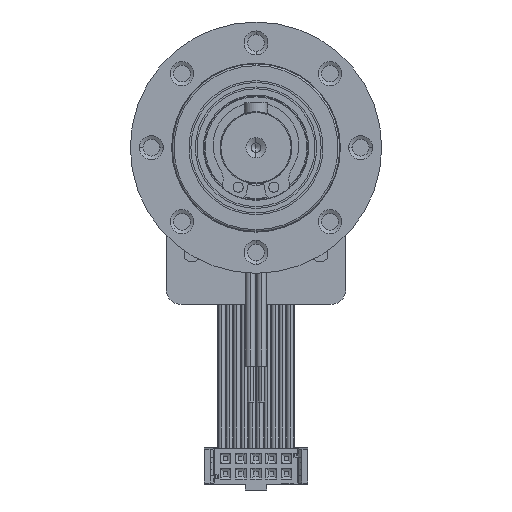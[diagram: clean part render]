
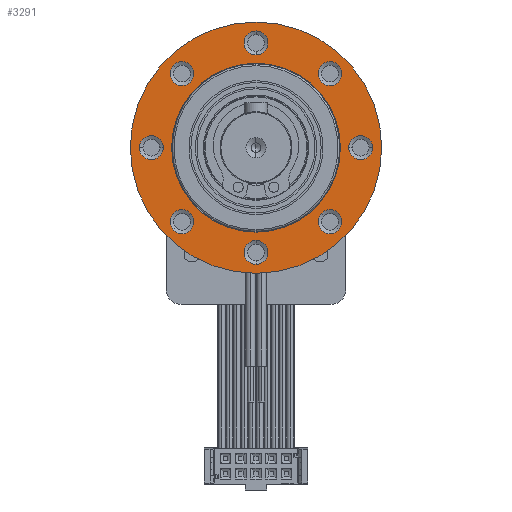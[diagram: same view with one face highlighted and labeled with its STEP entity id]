
A CAD part, left-side view. The second image highlights one B-rep face of the part: STEP entity #3291.
In plain terms, the highlighted planar face has unit normal (-1, 0, 0).
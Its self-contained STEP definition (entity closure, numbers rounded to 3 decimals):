
#3291=ADVANCED_FACE('',(#7629,#7630,#7631,#7632,#7633,#7634,#7635,#7636,#7637,#7638),#7639,.T.);
#7629=FACE_OUTER_BOUND('',#13419,.T.);
#7630=FACE_BOUND('',#13420,.T.);
#7631=FACE_BOUND('',#13421,.T.);
#7632=FACE_BOUND('',#13422,.T.);
#7633=FACE_BOUND('',#13423,.T.);
#7634=FACE_BOUND('',#13424,.T.);
#7635=FACE_BOUND('',#13425,.T.);
#7636=FACE_BOUND('',#13426,.T.);
#7637=FACE_BOUND('',#13427,.T.);
#7638=FACE_BOUND('',#13428,.T.);
#7639=PLANE('',#13429);
#13419=EDGE_LOOP('',(#21092,#21093));
#13420=EDGE_LOOP('',(#21094,#21095));
#13421=EDGE_LOOP('',(#21096,#21097));
#13422=EDGE_LOOP('',(#21098,#21099));
#13423=EDGE_LOOP('',(#21100,#21101));
#13424=EDGE_LOOP('',(#21102,#21103));
#13425=EDGE_LOOP('',(#21104,#21105));
#13426=EDGE_LOOP('',(#21106,#21107));
#13427=EDGE_LOOP('',(#21108,#21109));
#13428=EDGE_LOOP('',(#21110,#21111));
#13429=AXIS2_PLACEMENT_3D('',#21112,#21113,#21114);
#21092=ORIENTED_EDGE('',*,*,#35281,.T.);
#21093=ORIENTED_EDGE('',*,*,#34475,.T.);
#21094=ORIENTED_EDGE('',*,*,#34487,.T.);
#21095=ORIENTED_EDGE('',*,*,#35282,.T.);
#21096=ORIENTED_EDGE('',*,*,#34496,.T.);
#21097=ORIENTED_EDGE('',*,*,#35277,.T.);
#21098=ORIENTED_EDGE('',*,*,#34561,.T.);
#21099=ORIENTED_EDGE('',*,*,#35243,.T.);
#21100=ORIENTED_EDGE('',*,*,#34626,.T.);
#21101=ORIENTED_EDGE('',*,*,#35209,.T.);
#21102=ORIENTED_EDGE('',*,*,#34691,.T.);
#21103=ORIENTED_EDGE('',*,*,#35175,.T.);
#21104=ORIENTED_EDGE('',*,*,#34756,.T.);
#21105=ORIENTED_EDGE('',*,*,#35141,.T.);
#21106=ORIENTED_EDGE('',*,*,#34821,.T.);
#21107=ORIENTED_EDGE('',*,*,#35107,.T.);
#21108=ORIENTED_EDGE('',*,*,#34886,.T.);
#21109=ORIENTED_EDGE('',*,*,#35073,.T.);
#21110=ORIENTED_EDGE('',*,*,#34951,.T.);
#21111=ORIENTED_EDGE('',*,*,#35039,.T.);
#21112=CARTESIAN_POINT('',(0.0,0.0,0.0));
#21113=DIRECTION('',(-1.0,0.0,0.0));
#21114=DIRECTION('',(0.0,0.0,1.0));
#34475=EDGE_CURVE('',#40846,#40843,#40847,.T.);
#34487=EDGE_CURVE('',#40861,#40864,#40866,.T.);
#34496=EDGE_CURVE('',#40877,#40879,#40881,.T.);
#34561=EDGE_CURVE('',#40976,#40978,#40980,.T.);
#34626=EDGE_CURVE('',#41075,#41077,#41079,.T.);
#34691=EDGE_CURVE('',#41174,#41176,#41178,.T.);
#34756=EDGE_CURVE('',#41273,#41275,#41277,.T.);
#34821=EDGE_CURVE('',#41372,#41374,#41376,.T.);
#34886=EDGE_CURVE('',#41471,#41473,#41475,.T.);
#34951=EDGE_CURVE('',#41570,#41572,#41574,.T.);
#35039=EDGE_CURVE('',#41572,#41570,#41690,.T.);
#35073=EDGE_CURVE('',#41473,#41471,#41724,.T.);
#35107=EDGE_CURVE('',#41374,#41372,#41758,.T.);
#35141=EDGE_CURVE('',#41275,#41273,#41792,.T.);
#35175=EDGE_CURVE('',#41176,#41174,#41826,.T.);
#35209=EDGE_CURVE('',#41077,#41075,#41860,.T.);
#35243=EDGE_CURVE('',#40978,#40976,#41894,.T.);
#35277=EDGE_CURVE('',#40879,#40877,#41928,.T.);
#35281=EDGE_CURVE('',#40843,#40846,#41932,.T.);
#35282=EDGE_CURVE('',#40864,#40861,#41933,.T.);
#40843=VERTEX_POINT('',#50173);
#40846=VERTEX_POINT('',#50177);
#40847=CIRCLE('',#50178,21.0);
#40861=VERTEX_POINT('',#50195);
#40864=VERTEX_POINT('',#50199);
#40866=CIRCLE('',#50202,14.111);
#40877=VERTEX_POINT('',#50215);
#40879=VERTEX_POINT('',#50218);
#40881=CIRCLE('',#50221,2.0);
#40976=VERTEX_POINT('',#50346);
#40978=VERTEX_POINT('',#50349);
#40980=CIRCLE('',#50352,2.0);
#41075=VERTEX_POINT('',#50477);
#41077=VERTEX_POINT('',#50480);
#41079=CIRCLE('',#50483,2.0);
#41174=VERTEX_POINT('',#50608);
#41176=VERTEX_POINT('',#50611);
#41178=CIRCLE('',#50614,2.0);
#41273=VERTEX_POINT('',#50739);
#41275=VERTEX_POINT('',#50742);
#41277=CIRCLE('',#50745,2.0);
#41372=VERTEX_POINT('',#50870);
#41374=VERTEX_POINT('',#50873);
#41376=CIRCLE('',#50876,2.0);
#41471=VERTEX_POINT('',#51001);
#41473=VERTEX_POINT('',#51004);
#41475=CIRCLE('',#51007,2.0);
#41570=VERTEX_POINT('',#51132);
#41572=VERTEX_POINT('',#51135);
#41574=CIRCLE('',#51138,2.0);
#41690=CIRCLE('',#51282,2.0);
#41724=CIRCLE('',#51316,2.0);
#41758=CIRCLE('',#51350,2.0);
#41792=CIRCLE('',#51384,2.0);
#41826=CIRCLE('',#51418,2.0);
#41860=CIRCLE('',#51452,2.0);
#41894=CIRCLE('',#51486,2.0);
#41928=CIRCLE('',#51520,2.0);
#41932=CIRCLE('',#51524,21.0);
#41933=CIRCLE('',#51525,14.111);
#50173=CARTESIAN_POINT('',(0.0,0.0,-21.0));
#50177=CARTESIAN_POINT('',(0.0,0.,21.0));
#50178=AXIS2_PLACEMENT_3D('',#63100,#63101,#63102);
#50195=CARTESIAN_POINT('',(0.0,0.0,14.111));
#50199=CARTESIAN_POINT('',(0.0,0.,-14.111));
#50202=AXIS2_PLACEMENT_3D('',#63120,#63121,#63122);
#50215=CARTESIAN_POINT('',(0.,13.789,13.789));
#50218=CARTESIAN_POINT('',(0.,10.96,10.96));
#50221=AXIS2_PLACEMENT_3D('',#63133,#63134,#63135);
#50346=CARTESIAN_POINT('',(0.,13.789,-13.789));
#50349=CARTESIAN_POINT('',(0.,10.96,-10.96));
#50352=AXIS2_PLACEMENT_3D('',#63216,#63217,#63218);
#50477=CARTESIAN_POINT('',(0.,-13.789,-13.789));
#50480=CARTESIAN_POINT('',(0.,-10.96,-10.96));
#50483=AXIS2_PLACEMENT_3D('',#63299,#63300,#63301);
#50608=CARTESIAN_POINT('',(0.,-13.789,13.789));
#50611=CARTESIAN_POINT('',(0.,-10.96,10.96));
#50614=AXIS2_PLACEMENT_3D('',#63382,#63383,#63384);
#50739=CARTESIAN_POINT('',(0.0,0.0,19.5));
#50742=CARTESIAN_POINT('',(0.0,0.,15.5));
#50745=AXIS2_PLACEMENT_3D('',#63465,#63466,#63467);
#50870=CARTESIAN_POINT('',(0.0,-19.5,0.0));
#50873=CARTESIAN_POINT('',(0.0,-15.5,0.));
#50876=AXIS2_PLACEMENT_3D('',#63548,#63549,#63550);
#51001=CARTESIAN_POINT('',(0.0,0.0,-19.5));
#51004=CARTESIAN_POINT('',(0.0,0.,-15.5));
#51007=AXIS2_PLACEMENT_3D('',#63631,#63632,#63633);
#51132=CARTESIAN_POINT('',(0.0,19.5,0.0));
#51135=CARTESIAN_POINT('',(0.0,15.5,0.));
#51138=AXIS2_PLACEMENT_3D('',#63714,#63715,#63716);
#51282=AXIS2_PLACEMENT_3D('',#63832,#63833,#63834);
#51316=AXIS2_PLACEMENT_3D('',#63883,#63884,#63885);
#51350=AXIS2_PLACEMENT_3D('',#63934,#63935,#63936);
#51384=AXIS2_PLACEMENT_3D('',#63985,#63986,#63987);
#51418=AXIS2_PLACEMENT_3D('',#64036,#64037,#64038);
#51452=AXIS2_PLACEMENT_3D('',#64087,#64088,#64089);
#51486=AXIS2_PLACEMENT_3D('',#64138,#64139,#64140);
#51520=AXIS2_PLACEMENT_3D('',#64189,#64190,#64191);
#51524=AXIS2_PLACEMENT_3D('',#64195,#64196,#64197);
#51525=AXIS2_PLACEMENT_3D('',#64198,#64199,#64200);
#63100=CARTESIAN_POINT('',(0.0,0.0,0.0));
#63101=DIRECTION('',(-1.0,0.0,0.0));
#63102=DIRECTION('',(0.0,0.0,-1.0));
#63120=CARTESIAN_POINT('',(0.0,0.0,0.0));
#63121=DIRECTION('',(1.0,0.0,-0.0));
#63122=DIRECTION('',(0.0,0.0,1.0));
#63133=CARTESIAN_POINT('',(0.,12.374,12.374));
#63134=DIRECTION('',(1.0,0.0,-0.0));
#63135=DIRECTION('',(0.0,0.707,0.707));
#63216=CARTESIAN_POINT('',(0.,12.374,-12.374));
#63217=DIRECTION('',(1.0,-0.0,0.0));
#63218=DIRECTION('',(0.0,0.707,-0.707));
#63299=CARTESIAN_POINT('',(0.,-12.374,-12.374));
#63300=DIRECTION('',(1.0,0.0,0.0));
#63301=DIRECTION('',(0.0,-0.707,-0.707));
#63382=CARTESIAN_POINT('',(0.,-12.374,12.374));
#63383=DIRECTION('',(1.0,0.0,-0.0));
#63384=DIRECTION('',(0.0,-0.707,0.707));
#63465=CARTESIAN_POINT('',(0.0,0.0,17.5));
#63466=DIRECTION('',(1.0,0.0,-0.0));
#63467=DIRECTION('',(0.0,0.0,1.0));
#63548=CARTESIAN_POINT('',(0.0,-17.5,0.0));
#63549=DIRECTION('',(1.0,0.0,-0.0));
#63550=DIRECTION('',(0.0,-1.0,0.0));
#63631=CARTESIAN_POINT('',(0.0,0.0,-17.5));
#63632=DIRECTION('',(1.0,-0.0,0.0));
#63633=DIRECTION('',(0.0,0.0,-1.0));
#63714=CARTESIAN_POINT('',(0.0,17.5,0.0));
#63715=DIRECTION('',(1.0,0.0,-0.0));
#63716=DIRECTION('',(0.0,1.0,0.0));
#63832=CARTESIAN_POINT('',(0.0,17.5,0.0));
#63833=DIRECTION('',(1.0,0.0,-0.0));
#63834=DIRECTION('',(0.0,1.0,0.0));
#63883=CARTESIAN_POINT('',(0.0,0.0,-17.5));
#63884=DIRECTION('',(1.0,-0.0,0.0));
#63885=DIRECTION('',(0.0,0.0,-1.0));
#63934=CARTESIAN_POINT('',(0.0,-17.5,0.0));
#63935=DIRECTION('',(1.0,0.0,-0.0));
#63936=DIRECTION('',(0.0,-1.0,0.0));
#63985=CARTESIAN_POINT('',(0.0,0.0,17.5));
#63986=DIRECTION('',(1.0,0.0,-0.0));
#63987=DIRECTION('',(0.0,0.0,1.0));
#64036=CARTESIAN_POINT('',(0.,-12.374,12.374));
#64037=DIRECTION('',(1.0,0.0,-0.0));
#64038=DIRECTION('',(0.0,-0.707,0.707));
#64087=CARTESIAN_POINT('',(0.,-12.374,-12.374));
#64088=DIRECTION('',(1.0,0.0,0.0));
#64089=DIRECTION('',(0.0,-0.707,-0.707));
#64138=CARTESIAN_POINT('',(0.,12.374,-12.374));
#64139=DIRECTION('',(1.0,-0.0,0.0));
#64140=DIRECTION('',(0.0,0.707,-0.707));
#64189=CARTESIAN_POINT('',(0.,12.374,12.374));
#64190=DIRECTION('',(1.0,0.0,-0.0));
#64191=DIRECTION('',(0.0,0.707,0.707));
#64195=CARTESIAN_POINT('',(0.0,0.0,0.0));
#64196=DIRECTION('',(-1.0,0.0,0.0));
#64197=DIRECTION('',(0.0,0.0,-1.0));
#64198=CARTESIAN_POINT('',(0.0,0.0,0.0));
#64199=DIRECTION('',(1.0,0.0,-0.0));
#64200=DIRECTION('',(0.0,0.0,1.0));
